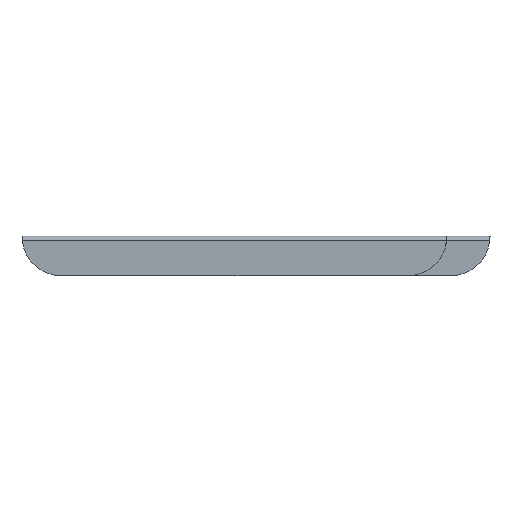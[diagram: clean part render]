
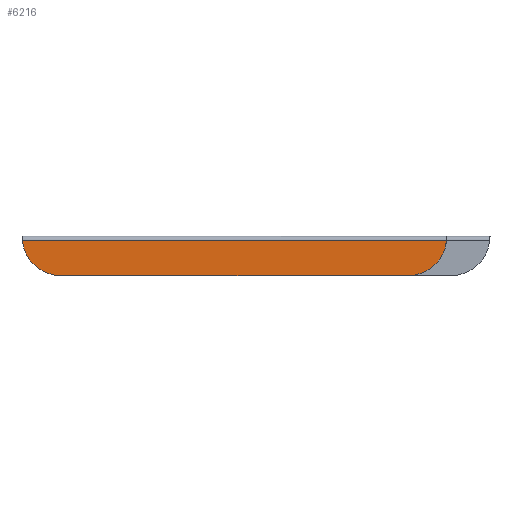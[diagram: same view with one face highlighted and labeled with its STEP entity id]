
A CAD part, left-side view. The second image highlights one B-rep face of the part: STEP entity #6216.
In plain terms, the highlighted planar face has unit normal (-1, 0, 0).
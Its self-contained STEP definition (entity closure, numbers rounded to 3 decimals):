
#168 = DIRECTION ( 'NONE',  ( 0., -1., 0. ) ) ;
#471 = EDGE_CURVE ( 'NONE', #8178, #1212, #6537, .T. ) ;
#654 = DIRECTION ( 'NONE',  ( -1., 0., 0. ) ) ;
#743 = FACE_OUTER_BOUND ( 'NONE', #7537, .T. ) ;
#1212 = VERTEX_POINT ( 'NONE', #4371 ) ;
#1255 = ORIENTED_EDGE ( 'NONE', *, *, #5254, .F. ) ;
#1281 = LINE ( 'NONE', #2694, #1777 ) ;
#1322 = VERTEX_POINT ( 'NONE', #6869 ) ;
#1777 = VECTOR ( 'NONE', #5148, 1000. ) ;
#2049 = ORIENTED_EDGE ( 'NONE', *, *, #471, .T. ) ;
#2069 = CARTESIAN_POINT ( 'NONE',  ( 0., 0., 0. ) ) ;
#2694 = CARTESIAN_POINT ( 'NONE',  ( 0., 0., -0.1 ) ) ;
#2951 = CARTESIAN_POINT ( 'NONE',  ( 0., 23., 2.5 ) ) ;
#2970 = CARTESIAN_POINT ( 'NONE',  ( 0., 246.853, -0.1 ) ) ;
#3190 = AXIS2_PLACEMENT_3D ( 'NONE', #4116, #5998, #7246 ) ;
#3477 = CIRCLE ( 'NONE', #5598, 23. ) ;
#3565 = VECTOR ( 'NONE', #168, 1000. ) ;
#3705 = VERTEX_POINT ( 'NONE', #6973 ) ;
#4116 = CARTESIAN_POINT ( 'NONE',  ( 0., 224., 2.5 ) ) ;
#4302 = AXIS2_PLACEMENT_3D ( 'NONE', #2069, #6502, #5272 ) ;
#4371 = CARTESIAN_POINT ( 'NONE',  ( 0., 224., -20.5 ) ) ;
#4522 = PLANE ( 'NONE',  #4302 ) ;
#4812 = EDGE_CURVE ( 'NONE', #1212, #3705, #7046, .T. ) ;
#5055 = DIRECTION ( 'NONE',  ( 0., 0., -1. ) ) ;
#5148 = DIRECTION ( 'NONE',  ( 0., -1., 0. ) ) ;
#5254 = EDGE_CURVE ( 'NONE', #8178, #1322, #1281, .T. ) ;
#5272 = DIRECTION ( 'NONE',  ( 0., 0., -1. ) ) ;
#5286 = CARTESIAN_POINT ( 'NONE',  ( 0., 0., -20.5 ) ) ;
#5598 = AXIS2_PLACEMENT_3D ( 'NONE', #2951, #654, #5055 ) ;
#5652 = ORIENTED_EDGE ( 'NONE', *, *, #7811, .T. ) ;
#5998 = DIRECTION ( 'NONE',  ( -1., 0., 0. ) ) ;
#6216 = ADVANCED_FACE ( 'NONE', ( #743 ), #4522, .F. ) ;
#6502 = DIRECTION ( 'NONE',  ( 1., 0., 0. ) ) ;
#6537 = CIRCLE ( 'NONE', #3190, 23. ) ;
#6869 = CARTESIAN_POINT ( 'NONE',  ( 0., 0.147, -0.1 ) ) ;
#6973 = CARTESIAN_POINT ( 'NONE',  ( 0., 23., -20.5 ) ) ;
#7046 = LINE ( 'NONE', #5286, #3565 ) ;
#7246 = DIRECTION ( 'NONE',  ( 0., 0., -1. ) ) ;
#7537 = EDGE_LOOP ( 'NONE', ( #7706, #5652, #1255, #2049 ) ) ;
#7706 = ORIENTED_EDGE ( 'NONE', *, *, #4812, .T. ) ;
#7811 = EDGE_CURVE ( 'NONE', #3705, #1322, #3477, .T. ) ;
#8178 = VERTEX_POINT ( 'NONE', #2970 ) ;
